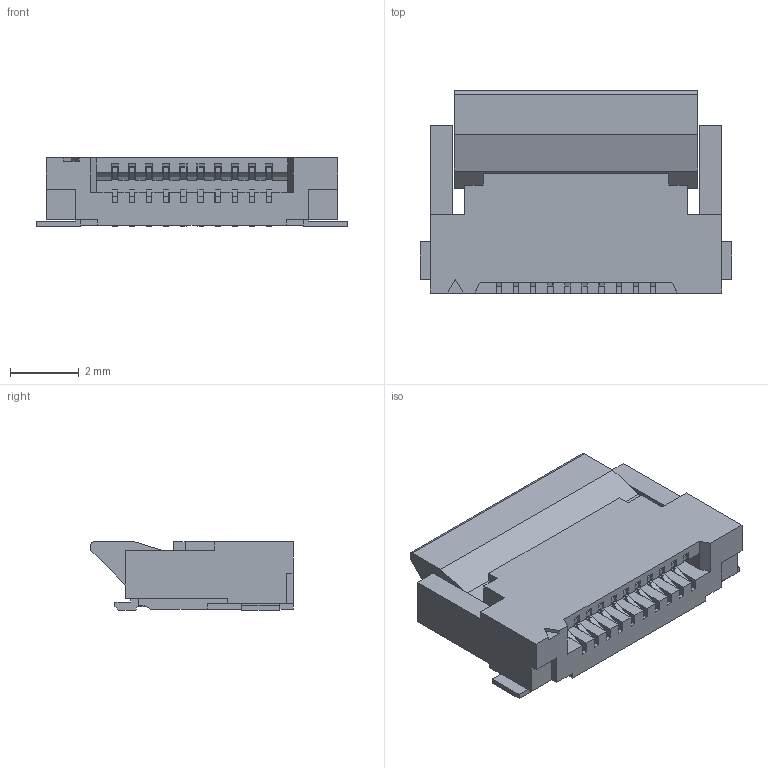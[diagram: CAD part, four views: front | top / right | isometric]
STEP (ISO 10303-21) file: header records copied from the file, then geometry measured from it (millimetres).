
FILE_DESCRIPTION(('FreeCAD Model'),'2;1');
FILE_NAME('XF2M_1015_1A.step', '2019-10-02T14:18:54',('kicad StepUp'),('ksu MCAD'), 'Open CASCADE STEP processor 7.3','FreeCAD','Unknown');
FILE_SCHEMA(('AUTOMOTIVE_DESIGN { 1 0 10303 214 1 1 1 1 }'));
Length unit declared in the file: millimetre
Products named in the file (1): XF2M_1015_1A
Bounding box: 9.1 x 5.9 x 2 mm (x, y, z)
Volume: 70.4 mm3; surface area: 262.8 mm2
Topology: 1 solids, 1 shells, 443 faces, 1285 edges, 856 vertices
Faces by surface type: plane 442, cylinder 1
Entity records: 14306 total; most frequent: CARTESIAN_POINT 2585, ORIENTED_EDGE 2570, DIRECTION 2175, EDGE_CURVE 1285, LINE 1283, VECTOR 1283, VERTEX_POINT 856, FACE_BOUND 455
